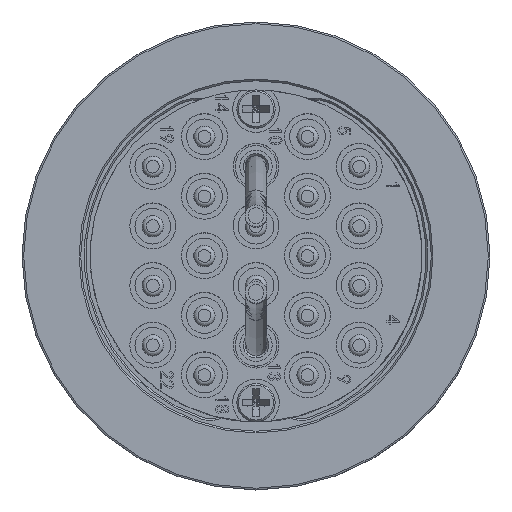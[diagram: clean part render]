
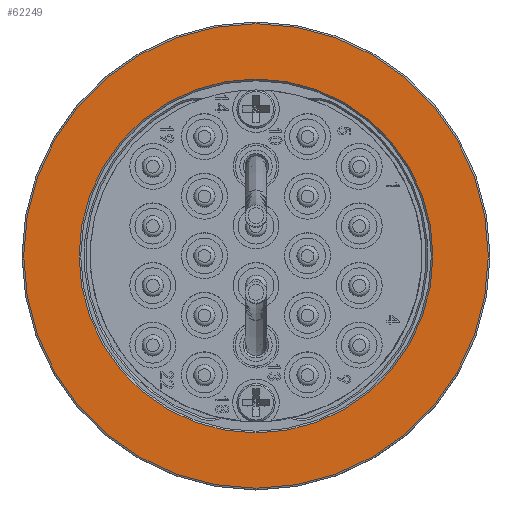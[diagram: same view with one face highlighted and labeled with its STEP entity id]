
A CAD part, top view. The second image highlights one B-rep face of the part: STEP entity #62249.
In plain terms, the highlighted planar face has unit normal (0, 0, 1).
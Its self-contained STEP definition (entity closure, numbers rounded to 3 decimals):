
#1642 = DIRECTION ( 'NONE',  ( -1., 0., 0. ) ) ;
#3691 = AXIS2_PLACEMENT_3D ( 'NONE', #14337, #58551, #1642 ) ;
#5441 = AXIS2_PLACEMENT_3D ( 'NONE', #33724, #67019, #55800 ) ;
#5455 = CARTESIAN_POINT ( 'NONE',  ( -20.8, 0., 2.5 ) ) ;
#6753 = FACE_OUTER_BOUND ( 'NONE', #40633, .T. ) ;
#7467 = PLANE ( 'NONE',  #40606 ) ;
#10622 = CIRCLE ( 'NONE', #3691, 20.8 ) ;
#13178 = EDGE_CURVE ( 'NONE', #25638, #25638, #64461, .T. ) ;
#13639 = CARTESIAN_POINT ( 'NONE',  ( 0., 0., 2.5 ) ) ;
#14337 = CARTESIAN_POINT ( 'NONE',  ( 0., 0., 2.5 ) ) ;
#25386 = EDGE_LOOP ( 'NONE', ( #55203 ) ) ;
#25638 = VERTEX_POINT ( 'NONE', #35154 ) ;
#29967 = FACE_BOUND ( 'NONE', #25386, .T. ) ;
#33724 = CARTESIAN_POINT ( 'NONE',  ( 0., 0., 2.5 ) ) ;
#35154 = CARTESIAN_POINT ( 'NONE',  ( -27.3, 0., 2.5 ) ) ;
#37478 = ORIENTED_EDGE ( 'NONE', *, *, #13178, .T. ) ;
#40606 = AXIS2_PLACEMENT_3D ( 'NONE', #13639, #46284, #68353 ) ;
#40633 = EDGE_LOOP ( 'NONE', ( #37478 ) ) ;
#46284 = DIRECTION ( 'NONE',  ( 0., 0., -1. ) ) ;
#55203 = ORIENTED_EDGE ( 'NONE', *, *, #66062, .T. ) ;
#55800 = DIRECTION ( 'NONE',  ( -1., 0., 0. ) ) ;
#58551 = DIRECTION ( 'NONE',  ( 0., 0., -1. ) ) ;
#61607 = VERTEX_POINT ( 'NONE', #5455 ) ;
#62249 = ADVANCED_FACE ( 'NONE', ( #6753, #29967 ), #7467, .F. ) ;
#64461 = CIRCLE ( 'NONE', #5441, 27.3 ) ;
#66062 = EDGE_CURVE ( 'NONE', #61607, #61607, #10622, .T. ) ;
#67019 = DIRECTION ( 'NONE',  ( 0., 0., 1. ) ) ;
#68353 = DIRECTION ( 'NONE',  ( -1., 0., 0. ) ) ;
